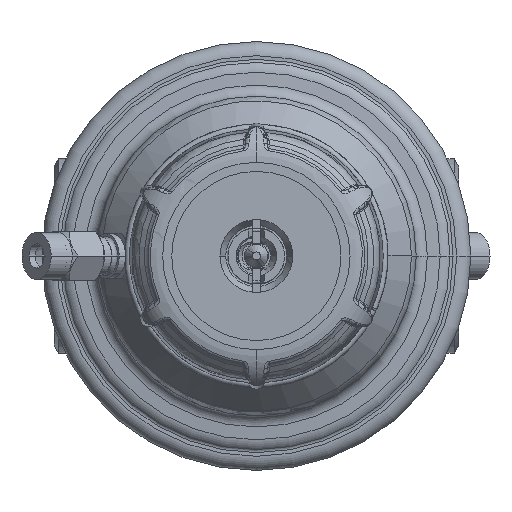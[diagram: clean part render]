
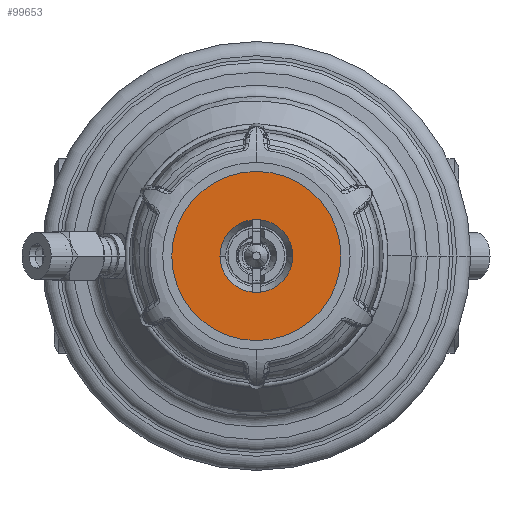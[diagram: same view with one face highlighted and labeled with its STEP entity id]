
A CAD part, front view. The second image highlights one B-rep face of the part: STEP entity #99653.
In plain terms, the highlighted planar face has unit normal (0, -1, 0).
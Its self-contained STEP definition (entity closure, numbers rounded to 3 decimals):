
#22162=CARTESIAN_POINT('',(0.,-231.623,0.));
#22163=DIRECTION('',(0.,1.,0.));
#22164=DIRECTION('',(0.,0.,-1.));
#22165=AXIS2_PLACEMENT_3D('',#22162,#22163,#22164);
#22167=CARTESIAN_POINT('',(0.,-231.623,0.));
#22168=DIRECTION('',(0.,-1.,0.));
#22169=DIRECTION('',(0.,0.,-1.));
#22170=AXIS2_PLACEMENT_3D('',#22167,#22168,#22169);
#22172=CARTESIAN_POINT('',(0.,-231.623,0.));
#22173=DIRECTION('',(0.,-1.,0.));
#22174=DIRECTION('',(0.,0.,1.));
#22175=AXIS2_PLACEMENT_3D('',#22172,#22173,#22174);
#22190=CARTESIAN_POINT('',(0.,-231.623,0.));
#22191=DIRECTION('',(0.,1.,0.));
#22192=DIRECTION('',(0.,0.,1.));
#22193=AXIS2_PLACEMENT_3D('',#22190,#22191,#22192);
#73232=CARTESIAN_POINT('',(0.,-231.623,-20.9));
#73234=VERTEX_POINT('',#73232);
#73236=CARTESIAN_POINT('',(0.,-231.623,20.9));
#73238=VERTEX_POINT('',#73236);
#73244=CARTESIAN_POINT('',(0.,-231.623,9.));
#73245=CARTESIAN_POINT('',(0.,-231.623,-9.));
#73246=VERTEX_POINT('',#73244);
#73247=VERTEX_POINT('',#73245);
#99638=CARTESIAN_POINT('',(0.,-231.623,0.));
#99639=DIRECTION('',(0.,-1.,0.));
#99640=DIRECTION('',(0.,0.,-1.));
#99641=AXIS2_PLACEMENT_3D('',#99638,#99639,#99640);
#99642=PLANE('',#99641);
#99643=ORIENTED_EDGE('',*,*,#99620,.T.);
#99644=ORIENTED_EDGE('',*,*,#99631,.F.);
#99645=EDGE_LOOP('',(#99643,#99644));
#99646=FACE_OUTER_BOUND('',#99645,.F.);
#99648=ORIENTED_EDGE('',*,*,#99647,.T.);
#99650=ORIENTED_EDGE('',*,*,#99649,.F.);
#99651=EDGE_LOOP('',(#99648,#99650));
#99652=FACE_BOUND('',#99651,.F.);
#99653=ADVANCED_FACE('',(#99646,#99652),#99642,.T.);
#22166=CIRCLE('',#22165,20.9);
#22171=CIRCLE('',#22170,20.9);
#22176=CIRCLE('',#22175,9.);
#22194=CIRCLE('',#22193,9.);
#99620=EDGE_CURVE('',#73234,#73238,#22166,.T.);
#99631=EDGE_CURVE('',#73234,#73238,#22171,.T.);
#99647=EDGE_CURVE('',#73246,#73247,#22176,.T.);
#99649=EDGE_CURVE('',#73246,#73247,#22194,.T.);
